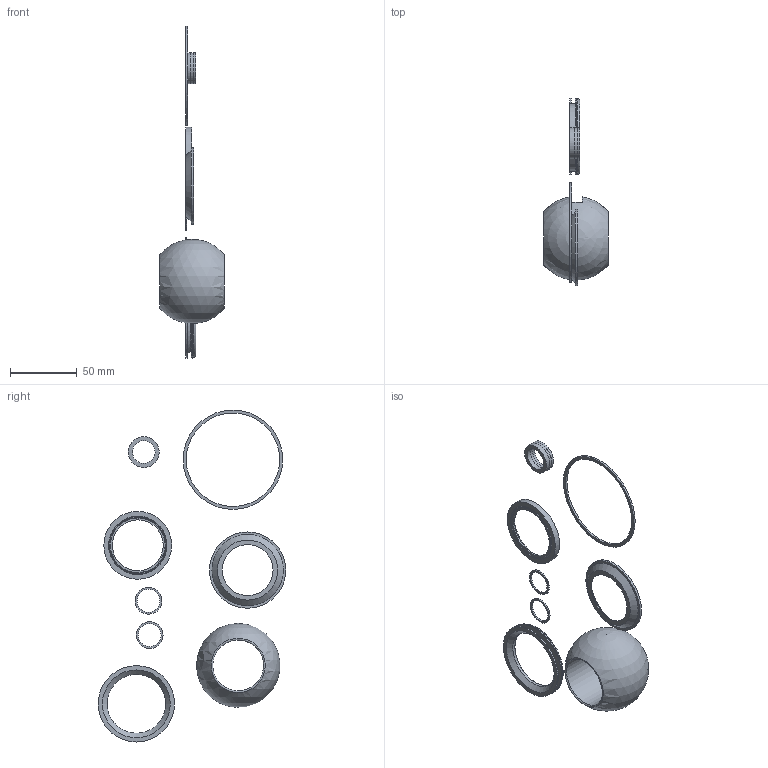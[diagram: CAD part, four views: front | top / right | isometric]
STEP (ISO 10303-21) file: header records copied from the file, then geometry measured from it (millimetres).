
FILE_DESCRIPTION(/* description */ ('1-1/2" & 2" SS FML DRYMATE REPAIR KIT - EPDM'),/* implementation_level */ '2;1');
FILE_NAME(/* name */ 'DM202SSE.stp',/* time_stamp */ '2020-06-11T09:40:26-04:00',/* author */ ('DMK'),/* organization */ (''),/* preprocessor_version */ 'ST-DEVELOPER v17.2',/* originating_system */ 'Autodesk Inventor 2019',/* authorisation */ '');
FILE_SCHEMA (('AUTOMOTIVE_DESIGN { 1 0 10303 214 3 1 1 }'));
Length unit declared in the file: inch
Products named in the file (12): DM202SSE; RK1004; DB20258; DM15204SS; V20258; VSS15160; VSS15160M; VSS15160S; VSS15160F; VSS15060; DM15255FSS; DM20295A
Assembly tree (12 placements, depth 4):
  DM202SSE
    RK1004
      DB20258
      DM15204SS
      V20258
      VSS15060  x2
      VSS15160
        VSS15160M
        VSS15160S
        VSS15160F
    DM15255FSS
    DM20295A
Bounding box: 48.51 x 140.45 x 248.61 mm (x, y, z)
Volume: 76944.7 mm3; surface area: 32874.3 mm2
Topology: 10 solids, 10 shells, 82 faces, 233 edges, 177 vertices
Faces by surface type: plane 28, cylinder 23, cone 16, torus 13, sphere 1, bspline 1
Full cylindrical faces by diameter (mm): 17.018 x3, 17.17 x2, 20.066 x2, 23.19 x3, 38.1 x3, 41.046 x1, 43.942 x1, 50.8 x1, 54.61 x1, 57.15 x3, 69.977 x1, 74.473 x1
Entity records: 3394 total; most frequent: CARTESIAN_POINT 649, DIRECTION 598, ORIENTED_EDGE 442, AXIS2_PLACEMENT_3D 281, EDGE_CURVE 221, CIRCLE 180, VERTEX_POINT 169, EDGE_LOOP 104
